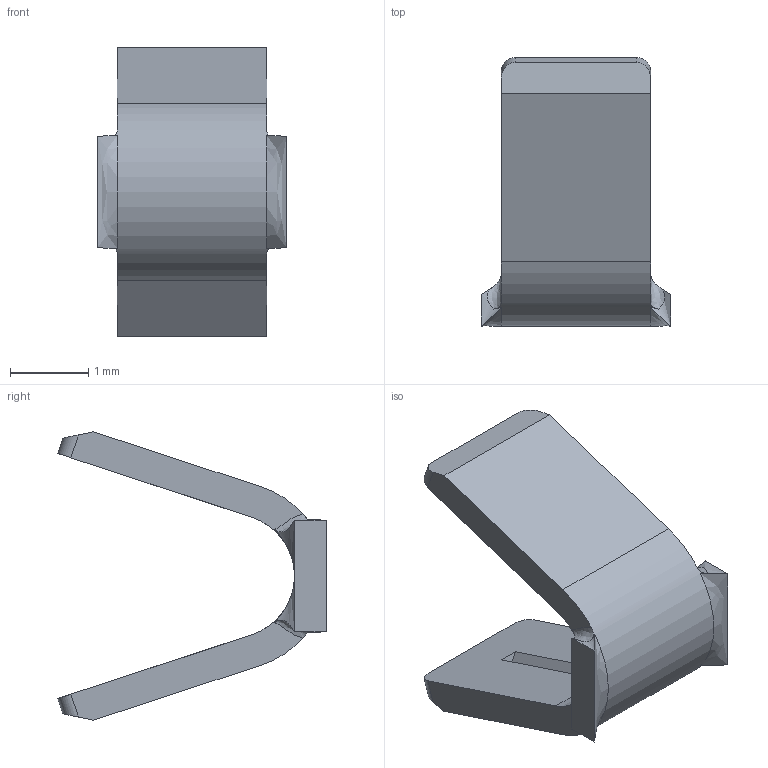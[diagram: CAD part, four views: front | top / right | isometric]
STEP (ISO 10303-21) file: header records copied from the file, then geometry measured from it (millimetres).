
FILE_DESCRIPTION (( 'STEP AP203' ), '1' );
FILE_NAME ('09954.STEP', '2015-02-24T18:22:13', ( '' ), ( '' ), 'SwSTEP 2.0', 'SolidWorks 2014', '' );
FILE_SCHEMA (( 'CONFIG_CONTROL_DESIGN' ));
Length unit declared in the file: inch
Products named in the file (1): 09954
Bounding box: 2.41 x 3.43 x 3.68 mm (x, y, z)
Volume: 6 mm3; surface area: 38.9 mm2
Topology: 1 solids, 1 shells, 41 faces, 111 edges, 72 vertices
Faces by surface type: plane 20, bspline 12, cylinder 7, cone 2
Entity records: 1757 total; most frequent: CARTESIAN_POINT 731, ORIENTED_EDGE 222, DIRECTION 162, EDGE_CURVE 111, VERTEX_POINT 72, VECTOR 64, LINE 64, AXIS2_PLACEMENT_3D 49
